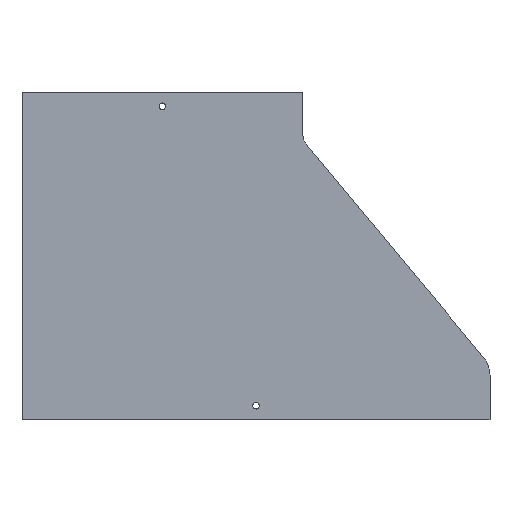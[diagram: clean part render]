
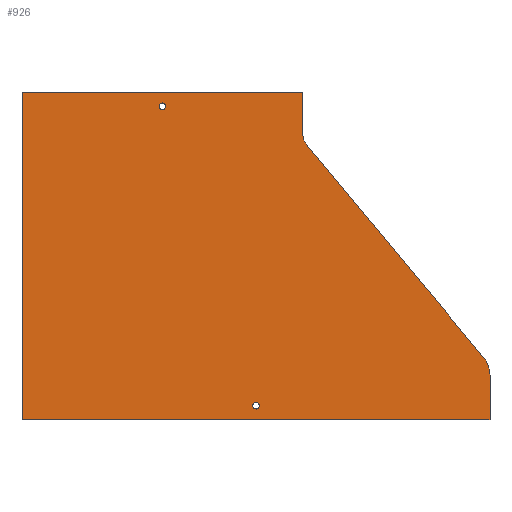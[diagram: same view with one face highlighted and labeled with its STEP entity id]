
A CAD part, front view. The second image highlights one B-rep face of the part: STEP entity #926.
In plain terms, the highlighted planar face has unit normal (0, -1, 0).
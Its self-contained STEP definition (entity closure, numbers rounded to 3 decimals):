
#30 = ORIENTED_EDGE ( 'NONE', *, *, #744, .T. ) ;
#31 = ORIENTED_EDGE ( 'NONE', *, *, #771, .T. ) ;
#32 = ORIENTED_EDGE ( 'NONE', *, *, #770, .T. ) ;
#33 = ORIENTED_EDGE ( 'NONE', *, *, #697, .T. ) ;
#34 = ORIENTED_EDGE ( 'NONE', *, *, #762, .F. ) ;
#35 = ORIENTED_EDGE ( 'NONE', *, *, #769, .F. ) ;
#36 = ORIENTED_EDGE ( 'NONE', *, *, #759, .F. ) ;
#37 = ORIENTED_EDGE ( 'NONE', *, *, #768, .F. ) ;
#38 = ORIENTED_EDGE ( 'NONE', *, *, #767, .F. ) ;
#70 = ORIENTED_EDGE ( 'NONE', *, *, #772, .T. ) ;
#94 = EDGE_LOOP ( 'NONE', ( #38 ) ) ;
#107 = EDGE_LOOP ( 'NONE', ( #37 ) ) ;
#146 = VERTEX_POINT ( 'NONE', #386 ) ;
#153 = VERTEX_POINT ( 'NONE', #388 ) ;
#200 = FACE_BOUND ( 'NONE', #107, .T. ) ;
#202 = FACE_OUTER_BOUND ( 'NONE', #1197, .T. ) ;
#210 = FACE_BOUND ( 'NONE', #94, .T. ) ;
#375 = CARTESIAN_POINT ( 'NONE',  ( 0., 0., -350. ) ) ;
#376 = CARTESIAN_POINT ( 'NONE',  ( 0., 0., 0. ) ) ;
#386 = CARTESIAN_POINT ( 'NONE',  ( 250., 0., -338.5 ) ) ;
#388 = CARTESIAN_POINT ( 'NONE',  ( 150., 0., -18.5 ) ) ;
#397 = CARTESIAN_POINT ( 'NONE',  ( 500., 0., -302.241 ) ) ;
#399 = CARTESIAN_POINT ( 'NONE',  ( 500., 0., -350. ) ) ;
#400 = CARTESIAN_POINT ( 'NONE',  ( 300., 0., -44.139 ) ) ;
#404 = CARTESIAN_POINT ( 'NONE',  ( 300., 0., 0. ) ) ;
#440 = CARTESIAN_POINT ( 'NONE',  ( 304.636, 0., -56.942 ) ) ;
#445 = CARTESIAN_POINT ( 'NONE',  ( 493.047, 0., -283.035 ) ) ;
#458 = CARTESIAN_POINT ( 'NONE',  ( -500., 0., -350. ) ) ;
#488 = CARTESIAN_POINT ( 'NONE',  ( 300., 0., 0. ) ) ;
#490 = DIRECTION ( 'NONE',  ( -1., 0., 0. ) ) ;
#510 = DIRECTION ( 'NONE',  ( 0., 0., 1. ) ) ;
#518 = CARTESIAN_POINT ( 'NONE',  ( 0., 0., 0. ) ) ;
#524 = CARTESIAN_POINT ( 'NONE',  ( -300., 0., 0. ) ) ;
#531 = DIRECTION ( 'NONE',  ( 1., 0., 0. ) ) ;
#593 = CARTESIAN_POINT ( 'NONE',  ( 500., 0., -302.241 ) ) ;
#639 = DIRECTION ( 'NONE',  ( 0., 0., 1. ) ) ;
#650 = AXIS2_PLACEMENT_3D ( 'NONE', #786, #834, #792 ) ;
#661 = AXIS2_PLACEMENT_3D ( 'NONE', #830, #829, #828 ) ;
#662 = AXIS2_PLACEMENT_3D ( 'NONE', #859, #858, #857 ) ;
#663 = AXIS2_PLACEMENT_3D ( 'NONE', #795, #793, #852 ) ;
#664 = AXIS2_PLACEMENT_3D ( 'NONE', #865, #790, #789 ) ;
#697 = EDGE_CURVE ( 'NONE', #1231, #1233, #1084, .T. ) ;
#744 = EDGE_CURVE ( 'NONE', #1215, #1217, #1009, .T. ) ;
#759 = EDGE_CURVE ( 'NONE', #1266, #1217, #979, .T. ) ;
#762 = EDGE_CURVE ( 'NONE', #1231, #1264, #973, .T. ) ;
#767 = EDGE_CURVE ( 'NONE', #146, #146, #964, .T. ) ;
#768 = EDGE_CURVE ( 'NONE', #153, #153, #960, .T. ) ;
#769 = EDGE_CURVE ( 'NONE', #1264, #1266, #962, .T. ) ;
#770 = EDGE_CURVE ( 'NONE', #1233, #1252, #961, .T. ) ;
#771 = EDGE_CURVE ( 'NONE', #1252, #1253, #957, .T. ) ;
#772 = EDGE_CURVE ( 'NONE', #1253, #1215, #959, .T. ) ;
#786 = CARTESIAN_POINT ( 'NONE',  ( -320., 0., -44.139 ) ) ;
#789 = DIRECTION ( 'NONE',  ( 0., 0., -1. ) ) ;
#790 = DIRECTION ( 'NONE',  ( 0., -1., 0. ) ) ;
#792 = DIRECTION ( 'NONE',  ( 0., 0., 1. ) ) ;
#793 = DIRECTION ( 'NONE',  ( 0., -1., 0. ) ) ;
#794 = PLANE ( 'NONE',  #650 ) ;
#795 = CARTESIAN_POINT ( 'NONE',  ( 150., 0., -15. ) ) ;
#828 = DIRECTION ( 'NONE',  ( 0., 0., 1. ) ) ;
#829 = DIRECTION ( 'NONE',  ( 0., 1., 0. ) ) ;
#830 = CARTESIAN_POINT ( 'NONE',  ( 320., 0., -44.139 ) ) ;
#834 = DIRECTION ( 'NONE',  ( 0., 1., 0. ) ) ;
#850 = DIRECTION ( 'NONE',  ( -0.64, 0., 0.768 ) ) ;
#851 = DIRECTION ( 'NONE',  ( 0., 0., 1. ) ) ;
#852 = DIRECTION ( 'NONE',  ( 0., 0., -1. ) ) ;
#857 = DIRECTION ( 'NONE',  ( 0., 0., 1. ) ) ;
#858 = DIRECTION ( 'NONE',  ( 0., -1., 0. ) ) ;
#859 = CARTESIAN_POINT ( 'NONE',  ( 470., 0., -302.241 ) ) ;
#865 = CARTESIAN_POINT ( 'NONE',  ( 250., 0., -335. ) ) ;
#866 = CARTESIAN_POINT ( 'NONE',  ( 304.636, 0., -56.942 ) ) ;
#926 = ADVANCED_FACE ( 'NONE', ( #210, #200, #202 ), #794, .F. ) ;
#956 = VECTOR ( 'NONE', #850, 1000. ) ;
#957 = LINE ( 'NONE', #866, #956 ) ;
#958 = VECTOR ( 'NONE', #851, 1000. ) ;
#959 = CIRCLE ( 'NONE', #661, 20. ) ;
#960 = CIRCLE ( 'NONE', #663, 3.5 ) ;
#961 = CIRCLE ( 'NONE', #662, 30. ) ;
#962 = LINE ( 'NONE', #518, #958 ) ;
#964 = CIRCLE ( 'NONE', #664, 3.5 ) ;
#970 = VECTOR ( 'NONE', #490, 1000. ) ;
#973 = LINE ( 'NONE', #458, #970 ) ;
#976 = VECTOR ( 'NONE', #531, 1000. ) ;
#979 = LINE ( 'NONE', #524, #976 ) ;
#1000 = VECTOR ( 'NONE', #510, 1000. ) ;
#1009 = LINE ( 'NONE', #488, #1000 ) ;
#1081 = VECTOR ( 'NONE', #639, 1000. ) ;
#1084 = LINE ( 'NONE', #593, #1081 ) ;
#1197 = EDGE_LOOP ( 'NONE', ( #36, #35, #34, #33, #32, #31, #70, #30 ) ) ;
#1215 = VERTEX_POINT ( 'NONE', #400 ) ;
#1217 = VERTEX_POINT ( 'NONE', #404 ) ;
#1231 = VERTEX_POINT ( 'NONE', #399 ) ;
#1233 = VERTEX_POINT ( 'NONE', #397 ) ;
#1252 = VERTEX_POINT ( 'NONE', #445 ) ;
#1253 = VERTEX_POINT ( 'NONE', #440 ) ;
#1264 = VERTEX_POINT ( 'NONE', #375 ) ;
#1266 = VERTEX_POINT ( 'NONE', #376 ) ;
